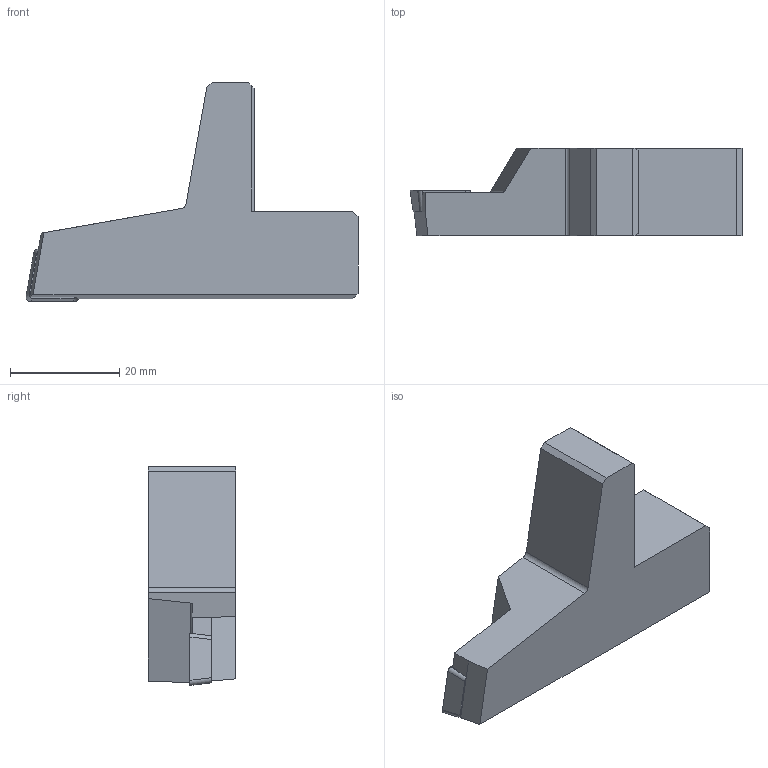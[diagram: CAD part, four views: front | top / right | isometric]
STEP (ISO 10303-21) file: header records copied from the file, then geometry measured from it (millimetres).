
FILE_DESCRIPTION(/* description */ (''),/* implementation_level */ '2;1');
FILE_NAME(/* name */ 'A72575.stp',/* time_stamp */ '2017-10-23T16:42:29+05:00',/* author */ (''),/* organization */ (''),/* preprocessor_version */ 'ST-DEVELOPER v16',/* originating_system */ 'SIEMENS PLM Software NX 11.0',/* authorisation */ '');
FILE_SCHEMA (('AUTOMOTIVE_DESIGN { 1 0 10303 214 3 1 1 1 }'));
Length unit declared in the file: millimetre
Products named in the file (1): A72575
Bounding box: 60.68 x 16 x 40 mm (x, y, z)
Volume: 16317.2 mm3; surface area: 5194 mm2
Topology: 2 solids, 2 shells, 35 faces, 91 edges, 60 vertices
Faces by surface type: plane 29, cylinder 6
Entity records: 1128 total; most frequent: CARTESIAN_POINT 190, ORIENTED_EDGE 182, DIRECTION 181, EDGE_CURVE 91, LINE 79, VECTOR 79, VERTEX_POINT 60, AXIS2_PLACEMENT_3D 51
